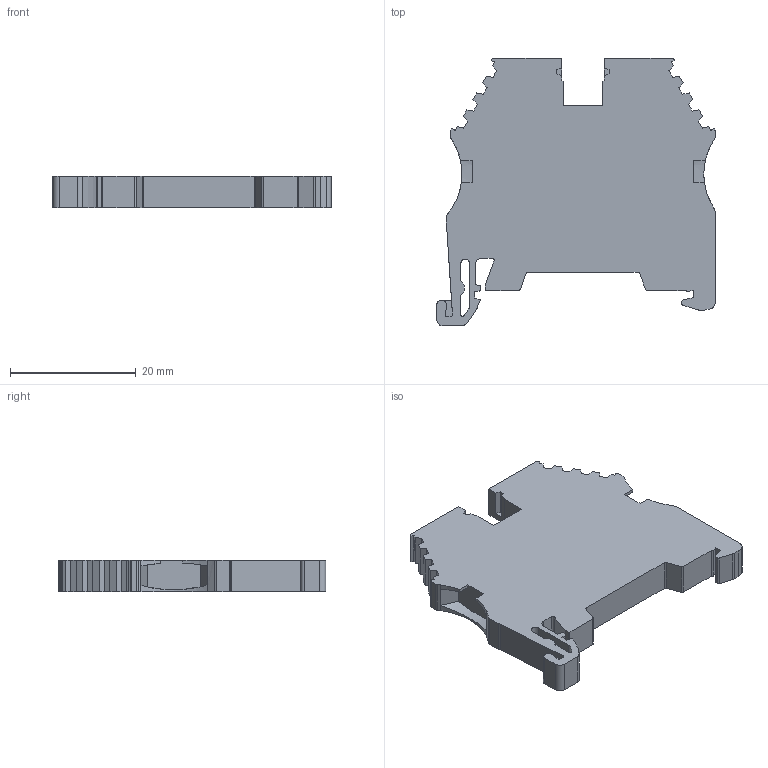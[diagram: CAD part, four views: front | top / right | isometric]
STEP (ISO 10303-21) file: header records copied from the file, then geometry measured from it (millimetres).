
FILE_DESCRIPTION (( 'STEP AP203' ), '1' );
FILE_NAME ('304120_AVK 2,5_Grey.STEP', '2013-11-11T10:27:11', ( 'arge' ), ( 'Microsoft' ), 'SwSTEP 2.0', 'SolidWorks 2013', '' );
FILE_SCHEMA (( 'CONFIG_CONTROL_DESIGN' ));
Length unit declared in the file: millimetre
Products named in the file (1): 304120_AVK 2,5_Grey
Bounding box: 44.2 x 42.5 x 5 mm (x, y, z)
Volume: 6425.8 mm3; surface area: 4080 mm2
Topology: 1 solids, 1 shells, 200 faces, 588 edges, 392 vertices
Faces by surface type: plane 134, cylinder 66
Entity records: 6756 total; most frequent: CARTESIAN_POINT 1256, ORIENTED_EDGE 1176, DIRECTION 1101, EDGE_CURVE 588, LINE 447, VECTOR 447, VERTEX_POINT 392, AXIS2_PLACEMENT_3D 327
